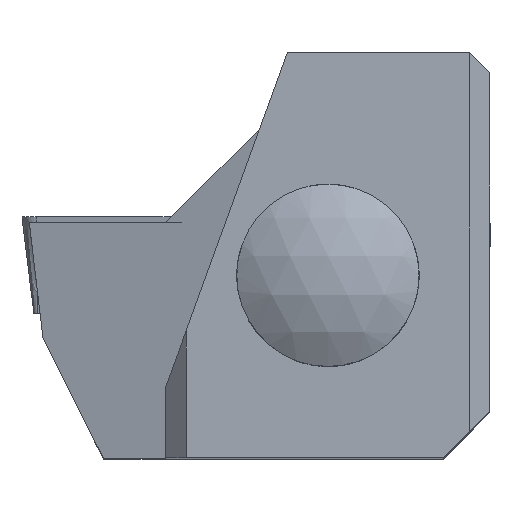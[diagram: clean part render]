
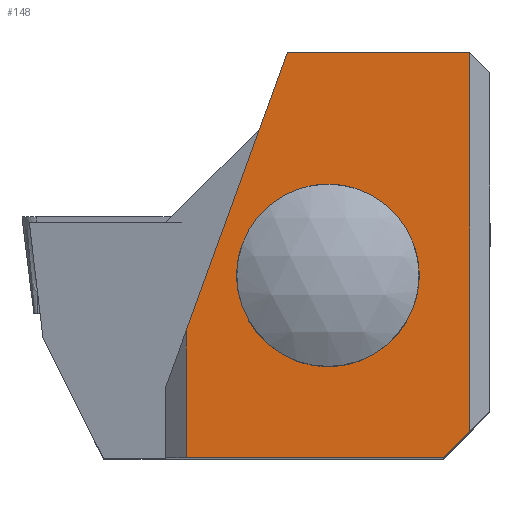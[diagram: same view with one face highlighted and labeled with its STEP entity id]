
A CAD part, top view. The second image highlights one B-rep face of the part: STEP entity #148.
In plain terms, the highlighted planar face has unit normal (0, 0, 1).
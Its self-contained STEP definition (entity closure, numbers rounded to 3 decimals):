
#148=ADVANCED_FACE('',(#240),#203,.T.);
#203=PLANE('',#1024);
#240=FACE_OUTER_BOUND('',#282,.T.);
#282=EDGE_LOOP('',(#399,#400,#401,#402,#403,#404));
#399=ORIENTED_EDGE('',*,*,#719,.T.);
#400=ORIENTED_EDGE('',*,*,#735,.T.);
#401=ORIENTED_EDGE('',*,*,#736,.T.);
#402=ORIENTED_EDGE('',*,*,#737,.T.);
#403=ORIENTED_EDGE('',*,*,#738,.F.);
#404=ORIENTED_EDGE('',*,*,#739,.T.);
#624=VERTEX_POINT('',#1406);
#625=VERTEX_POINT('',#1408);
#637=VERTEX_POINT('',#1437);
#638=VERTEX_POINT('',#1441);
#639=VERTEX_POINT('',#1443);
#640=VERTEX_POINT('',#1445);
#719=EDGE_CURVE('',#625,#624,#848,.T.);
#735=EDGE_CURVE('',#624,#637,#860,.T.);
#736=EDGE_CURVE('',#637,#638,#861,.T.);
#737=EDGE_CURVE('',#638,#639,#862,.T.);
#738=EDGE_CURVE('',#640,#639,#863,.T.);
#739=EDGE_CURVE('',#640,#625,#864,.T.);
#848=LINE('',#1407,#942);
#860=LINE('',#1438,#954);
#861=LINE('',#1440,#955);
#862=LINE('',#1442,#956);
#863=LINE('',#1444,#957);
#864=LINE('',#1446,#958);
#942=VECTOR('',#1130,1.);
#954=VECTOR('',#1154,1.);
#955=VECTOR('',#1157,1.);
#956=VECTOR('',#1158,1.);
#957=VECTOR('',#1159,1.);
#958=VECTOR('',#1160,1.);
#1024=AXIS2_PLACEMENT_3D('',#1447,#1161,#1162);
#1130=DIRECTION('',(1.,0.,0.));
#1154=DIRECTION('',(0.707,0.707,0.));
#1157=DIRECTION('',(0.,1.,0.));
#1158=DIRECTION('',(-1.,0.,0.));
#1159=DIRECTION('',(0.342,0.94,0.));
#1160=DIRECTION('',(0.,-1.,0.));
#1161=DIRECTION('',(0.,0.,1.));
#1162=DIRECTION('',(0.,1.,0.));
#1406=CARTESIAN_POINT('',(-2.3,0.,0.));
#1407=CARTESIAN_POINT('',(-16.,0.,0.));
#1408=CARTESIAN_POINT('',(-15.,0.,0.));
#1437=CARTESIAN_POINT('',(-1.,1.3,0.));
#1438=CARTESIAN_POINT('',(-0.149,2.151,0.));
#1440=CARTESIAN_POINT('',(-1.,10.002,0.));
#1441=CARTESIAN_POINT('',(-1.,20.005,0.));
#1442=CARTESIAN_POINT('',(0.,20.005,0.));
#1443=CARTESIAN_POINT('',(-10.,20.005,0.));
#1444=CARTESIAN_POINT('',(-16.,3.52,0.));
#1445=CARTESIAN_POINT('',(-15.,6.267,0.));
#1446=CARTESIAN_POINT('',(-15.,10.002,0.));
#1447=CARTESIAN_POINT('',(-8.,10.002,0.));
